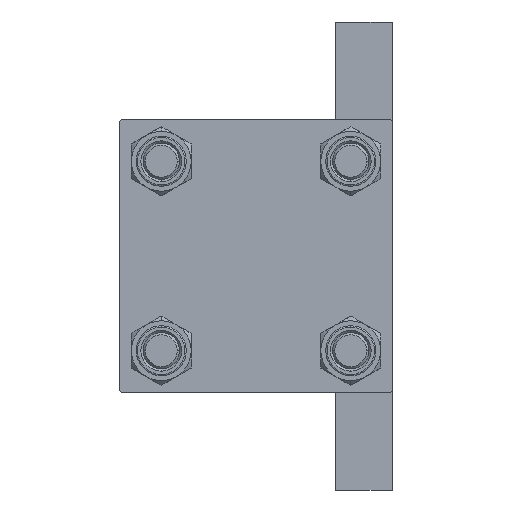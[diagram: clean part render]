
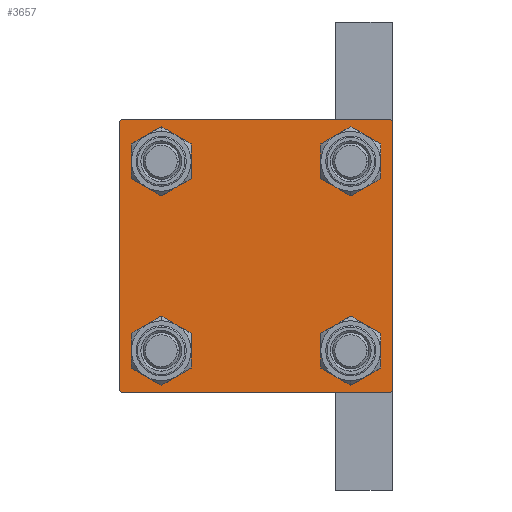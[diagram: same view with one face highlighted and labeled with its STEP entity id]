
A CAD part, left-side view. The second image highlights one B-rep face of the part: STEP entity #3657.
In plain terms, the highlighted planar face has unit normal (-1, 0, 0).
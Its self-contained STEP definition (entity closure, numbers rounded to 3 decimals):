
#1169 = DIRECTION ( 'NONE',  ( 0., 0., 1. ) ) ;
#1795 = AXIS2_PLACEMENT_3D ( 'NONE', #30829, #16014, #1169 ) ;
#2066 = VERTEX_POINT ( 'NONE', #39144 ) ;
#2478 = FACE_BOUND ( 'NONE', #43862, .T. ) ;
#2805 = LINE ( 'NONE', #13685, #4592 ) ;
#3136 = ORIENTED_EDGE ( 'NONE', *, *, #38567, .T. ) ;
#3272 = LINE ( 'NONE', #18605, #12465 ) ;
#3467 = FACE_BOUND ( 'NONE', #26151, .T. ) ;
#3657 = ADVANCED_FACE ( 'NONE', ( #18553, #2478, #3467, #6693, #44214 ), #47677, .T. ) ;
#3760 = CARTESIAN_POINT ( 'NONE',  ( 0., -29.5, 30. ) ) ;
#3839 = LINE ( 'NONE', #15207, #40067 ) ;
#3896 = DIRECTION ( 'NONE',  ( 0., 0., 1. ) ) ;
#4014 = DIRECTION ( 'NONE',  ( 0., 0.707, 0.707 ) ) ;
#4532 = CARTESIAN_POINT ( 'NONE',  ( 0., -20.85, -20.85 ) ) ;
#4592 = VECTOR ( 'NONE', #28743, 1000. ) ;
#4941 = CARTESIAN_POINT ( 'NONE',  ( 0., -20.85, -16.35 ) ) ;
#5459 = CARTESIAN_POINT ( 'NONE',  ( 0., -29.75, -29.75 ) ) ;
#5661 = EDGE_CURVE ( 'NONE', #28249, #29936, #13743, .T. ) ;
#6160 = AXIS2_PLACEMENT_3D ( 'NONE', #7055, #30515, #45557 ) ;
#6693 = FACE_BOUND ( 'NONE', #10318, .T. ) ;
#7055 = CARTESIAN_POINT ( 'NONE',  ( 0., -20.85, 20.85 ) ) ;
#7059 = VERTEX_POINT ( 'NONE', #20200 ) ;
#7307 = VECTOR ( 'NONE', #4014, 1000. ) ;
#7340 = ORIENTED_EDGE ( 'NONE', *, *, #41246, .T. ) ;
#7645 = EDGE_CURVE ( 'NONE', #29936, #28249, #41487, .T. ) ;
#7939 = ORIENTED_EDGE ( 'NONE', *, *, #18385, .T. ) ;
#8888 = ORIENTED_EDGE ( 'NONE', *, *, #31909, .T. ) ;
#9324 = CARTESIAN_POINT ( 'NONE',  ( 0., 20.85, 20.85 ) ) ;
#9330 = VERTEX_POINT ( 'NONE', #39438 ) ;
#9836 = AXIS2_PLACEMENT_3D ( 'NONE', #10159, #29161, #37054 ) ;
#10000 = ORIENTED_EDGE ( 'NONE', *, *, #5661, .T. ) ;
#10079 = CARTESIAN_POINT ( 'NONE',  ( 0., 29.75, 29.75 ) ) ;
#10159 = CARTESIAN_POINT ( 'NONE',  ( 0., 0., 0. ) ) ;
#10318 = EDGE_LOOP ( 'NONE', ( #10494, #3136 ) ) ;
#10494 = ORIENTED_EDGE ( 'NONE', *, *, #28817, .T. ) ;
#10569 = CIRCLE ( 'NONE', #38161, 4.5 ) ;
#12465 = VECTOR ( 'NONE', #18357, 1000. ) ;
#12833 = DIRECTION ( 'NONE',  ( 1., 0., 0. ) ) ;
#12842 = AXIS2_PLACEMENT_3D ( 'NONE', #35117, #16131, #24234 ) ;
#13072 = CARTESIAN_POINT ( 'NONE',  ( 0., -20.85, -20.85 ) ) ;
#13408 = CARTESIAN_POINT ( 'NONE',  ( 0., 29.5, -30. ) ) ;
#13517 = DIRECTION ( 'NONE',  ( 1., 0., 0. ) ) ;
#13685 = CARTESIAN_POINT ( 'NONE',  ( 0., 30., -30. ) ) ;
#13743 = CIRCLE ( 'NONE', #27135, 4.5 ) ;
#15207 = CARTESIAN_POINT ( 'NONE',  ( 0., 30., 30. ) ) ;
#16014 = DIRECTION ( 'NONE',  ( 1., 0., 0. ) ) ;
#16037 = CIRCLE ( 'NONE', #12842, 4.5 ) ;
#16067 = EDGE_CURVE ( 'NONE', #21732, #17855, #26483, .T. ) ;
#16131 = DIRECTION ( 'NONE',  ( 1., 0., 0. ) ) ;
#16376 = DIRECTION ( 'NONE',  ( 0., 0., 1. ) ) ;
#16780 = CARTESIAN_POINT ( 'NONE',  ( 0., 20.85, 25.35 ) ) ;
#17399 = DIRECTION ( 'NONE',  ( 0., -0.707, -0.707 ) ) ;
#17582 = CARTESIAN_POINT ( 'NONE',  ( 0., -30., 30. ) ) ;
#17855 = VERTEX_POINT ( 'NONE', #3760 ) ;
#18357 = DIRECTION ( 'NONE',  ( 0., 0., -1. ) ) ;
#18385 = EDGE_CURVE ( 'NONE', #27234, #33903, #36235, .T. ) ;
#18548 = ORIENTED_EDGE ( 'NONE', *, *, #7645, .T. ) ;
#18553 = FACE_BOUND ( 'NONE', #47807, .T. ) ;
#18605 = CARTESIAN_POINT ( 'NONE',  ( 0., 30., 30. ) ) ;
#18659 = VERTEX_POINT ( 'NONE', #32975 ) ;
#18917 = CARTESIAN_POINT ( 'NONE',  ( 0., 29.5, 30. ) ) ;
#19060 = CARTESIAN_POINT ( 'NONE',  ( 0., 30., 29.5 ) ) ;
#19108 = CARTESIAN_POINT ( 'NONE',  ( 0., 20.85, -20.85 ) ) ;
#19923 = EDGE_CURVE ( 'NONE', #2066, #18659, #42515, .T. ) ;
#20200 = CARTESIAN_POINT ( 'NONE',  ( 0., 20.85, -16.35 ) ) ;
#21057 = ORIENTED_EDGE ( 'NONE', *, *, #44996, .F. ) ;
#21732 = VERTEX_POINT ( 'NONE', #41278 ) ;
#21948 = CIRCLE ( 'NONE', #6160, 4.5 ) ;
#22797 = CARTESIAN_POINT ( 'NONE',  ( 0., -29.75, 29.75 ) ) ;
#23788 = DIRECTION ( 'NONE',  ( 1., 0., 0. ) ) ;
#24077 = ORIENTED_EDGE ( 'NONE', *, *, #45764, .T. ) ;
#24188 = DIRECTION ( 'NONE',  ( 0., 0., 1. ) ) ;
#24234 = DIRECTION ( 'NONE',  ( 0., 0., 1. ) ) ;
#24973 = LINE ( 'NONE', #17582, #38492 ) ;
#25376 = DIRECTION ( 'NONE',  ( 0., 0.707, -0.707 ) ) ;
#25864 = CARTESIAN_POINT ( 'NONE',  ( 0., 20.85, -25.35 ) ) ;
#26105 = VERTEX_POINT ( 'NONE', #13408 ) ;
#26151 = EDGE_LOOP ( 'NONE', ( #8888, #24077 ) ) ;
#26255 = DIRECTION ( 'NONE',  ( 1., 0., 0. ) ) ;
#26483 = LINE ( 'NONE', #22797, #7307 ) ;
#26796 = VECTOR ( 'NONE', #39044, 1000. ) ;
#27135 = AXIS2_PLACEMENT_3D ( 'NONE', #13072, #12833, #24188 ) ;
#27224 = CARTESIAN_POINT ( 'NONE',  ( 0., -20.85, 25.35 ) ) ;
#27234 = VERTEX_POINT ( 'NONE', #18917 ) ;
#27930 = CIRCLE ( 'NONE', #1795, 4.5 ) ;
#28249 = VERTEX_POINT ( 'NONE', #34405 ) ;
#28743 = DIRECTION ( 'NONE',  ( 0., -1., 0. ) ) ;
#28817 = EDGE_CURVE ( 'NONE', #29925, #32432, #16037, .T. ) ;
#29161 = DIRECTION ( 'NONE',  ( -1., 0., 0. ) ) ;
#29372 = EDGE_CURVE ( 'NONE', #45886, #9330, #27930, .T. ) ;
#29588 = DIRECTION ( 'NONE',  ( 1., 0., 0. ) ) ;
#29925 = VERTEX_POINT ( 'NONE', #16780 ) ;
#29936 = VERTEX_POINT ( 'NONE', #4941 ) ;
#30515 = DIRECTION ( 'NONE',  ( 1., 0., 0. ) ) ;
#30829 = CARTESIAN_POINT ( 'NONE',  ( 0., -20.85, 20.85 ) ) ;
#31130 = ORIENTED_EDGE ( 'NONE', *, *, #45487, .T. ) ;
#31422 = AXIS2_PLACEMENT_3D ( 'NONE', #19108, #26255, #33180 ) ;
#31909 = EDGE_CURVE ( 'NONE', #7059, #35845, #10569, .T. ) ;
#32248 = VECTOR ( 'NONE', #25376, 1000. ) ;
#32432 = VERTEX_POINT ( 'NONE', #40074 ) ;
#32474 = ORIENTED_EDGE ( 'NONE', *, *, #29372, .T. ) ;
#32904 = AXIS2_PLACEMENT_3D ( 'NONE', #9324, #13517, #40161 ) ;
#32975 = CARTESIAN_POINT ( 'NONE',  ( 0., -30., -29.5 ) ) ;
#33180 = DIRECTION ( 'NONE',  ( 0., 0., 1. ) ) ;
#33321 = EDGE_CURVE ( 'NONE', #48820, #26105, #47257, .T. ) ;
#33903 = VERTEX_POINT ( 'NONE', #19060 ) ;
#34318 = ORIENTED_EDGE ( 'NONE', *, *, #44788, .T. ) ;
#34405 = CARTESIAN_POINT ( 'NONE',  ( 0., -20.85, -25.35 ) ) ;
#35085 = VECTOR ( 'NONE', #17399, 1000. ) ;
#35117 = CARTESIAN_POINT ( 'NONE',  ( 0., 20.85, 20.85 ) ) ;
#35190 = AXIS2_PLACEMENT_3D ( 'NONE', #4532, #23788, #16376 ) ;
#35254 = CIRCLE ( 'NONE', #32904, 4.5 ) ;
#35348 = CIRCLE ( 'NONE', #31422, 4.5 ) ;
#35845 = VERTEX_POINT ( 'NONE', #25864 ) ;
#36036 = EDGE_LOOP ( 'NONE', ( #7340, #45702, #34318, #42978, #21057, #37237, #41110, #7939 ) ) ;
#36235 = LINE ( 'NONE', #10079, #32248 ) ;
#37054 = DIRECTION ( 'NONE',  ( 0., 0., 1. ) ) ;
#37237 = ORIENTED_EDGE ( 'NONE', *, *, #16067, .T. ) ;
#37971 = CARTESIAN_POINT ( 'NONE',  ( 0., 20.85, -20.85 ) ) ;
#38161 = AXIS2_PLACEMENT_3D ( 'NONE', #37971, #29588, #3896 ) ;
#38492 = VECTOR ( 'NONE', #43240, 1000. ) ;
#38567 = EDGE_CURVE ( 'NONE', #32432, #29925, #35254, .T. ) ;
#39044 = DIRECTION ( 'NONE',  ( 0., -0.707, 0.707 ) ) ;
#39144 = CARTESIAN_POINT ( 'NONE',  ( 0., -29.5, -30. ) ) ;
#39438 = CARTESIAN_POINT ( 'NONE',  ( 0., -20.85, 16.35 ) ) ;
#40067 = VECTOR ( 'NONE', #41116, 1000. ) ;
#40074 = CARTESIAN_POINT ( 'NONE',  ( 0., 20.85, 16.35 ) ) ;
#40161 = DIRECTION ( 'NONE',  ( 0., 0., 1. ) ) ;
#41110 = ORIENTED_EDGE ( 'NONE', *, *, #45532, .F. ) ;
#41116 = DIRECTION ( 'NONE',  ( 0., -1., 0. ) ) ;
#41246 = EDGE_CURVE ( 'NONE', #33903, #48820, #3272, .T. ) ;
#41278 = CARTESIAN_POINT ( 'NONE',  ( 0., -30., 29.5 ) ) ;
#41487 = CIRCLE ( 'NONE', #35190, 4.5 ) ;
#42112 = CARTESIAN_POINT ( 'NONE',  ( 0., 30., -29.5 ) ) ;
#42515 = LINE ( 'NONE', #5459, #26796 ) ;
#42978 = ORIENTED_EDGE ( 'NONE', *, *, #19923, .T. ) ;
#43240 = DIRECTION ( 'NONE',  ( 0., 0., -1. ) ) ;
#43793 = CARTESIAN_POINT ( 'NONE',  ( 0., 29.75, -29.75 ) ) ;
#43862 = EDGE_LOOP ( 'NONE', ( #18548, #10000 ) ) ;
#44214 = FACE_OUTER_BOUND ( 'NONE', #36036, .T. ) ;
#44788 = EDGE_CURVE ( 'NONE', #26105, #2066, #2805, .T. ) ;
#44996 = EDGE_CURVE ( 'NONE', #21732, #18659, #24973, .T. ) ;
#45487 = EDGE_CURVE ( 'NONE', #9330, #45886, #21948, .T. ) ;
#45532 = EDGE_CURVE ( 'NONE', #27234, #17855, #3839, .T. ) ;
#45557 = DIRECTION ( 'NONE',  ( 0., 0., 1. ) ) ;
#45702 = ORIENTED_EDGE ( 'NONE', *, *, #33321, .T. ) ;
#45764 = EDGE_CURVE ( 'NONE', #35845, #7059, #35348, .T. ) ;
#45886 = VERTEX_POINT ( 'NONE', #27224 ) ;
#47257 = LINE ( 'NONE', #43793, #35085 ) ;
#47677 = PLANE ( 'NONE',  #9836 ) ;
#47807 = EDGE_LOOP ( 'NONE', ( #32474, #31130 ) ) ;
#48820 = VERTEX_POINT ( 'NONE', #42112 ) ;
